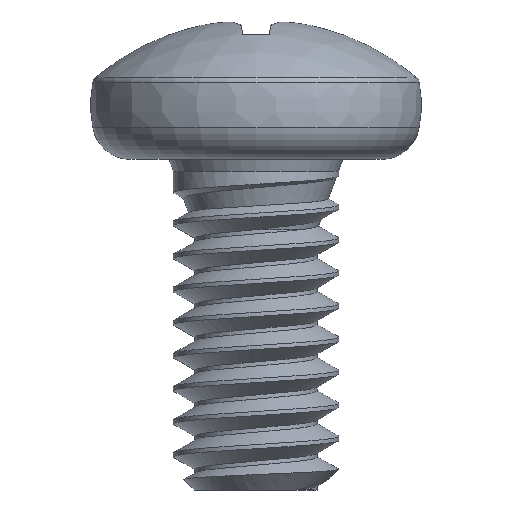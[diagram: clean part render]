
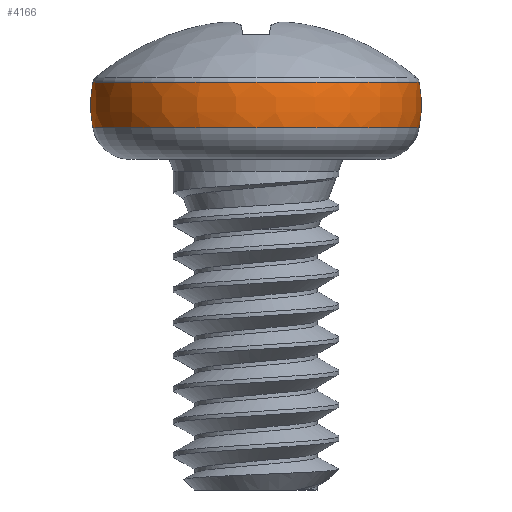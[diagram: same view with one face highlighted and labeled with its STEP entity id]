
A CAD part, left-side view. The second image highlights one B-rep face of the part: STEP entity #4166.
In plain terms, the highlighted toroidal (fillet/blend) face has major radius 0.42 mm and minor radius 1.58 mm.
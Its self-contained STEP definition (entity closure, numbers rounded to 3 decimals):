
#6 = AXIS2_PLACEMENT_3D ( 'NONE', #416, #1797, #2870 ) ;
#253 = VERTEX_POINT ( 'NONE', #4188 ) ;
#298 = VERTEX_POINT ( 'NONE', #3817 ) ;
#379 = ORIENTED_EDGE ( 'NONE', *, *, #3490, .F. ) ;
#416 = CARTESIAN_POINT ( 'NONE',  ( 0., 0.42, 1.811 ) ) ;
#523 = AXIS2_PLACEMENT_3D ( 'NONE', #1809, #1443, #1398 ) ;
#584 = ORIENTED_EDGE ( 'NONE', *, *, #1599, .F. ) ;
#670 = EDGE_LOOP ( 'NONE', ( #379, #735, #2476, #584 ) ) ;
#721 = DIRECTION ( 'NONE',  ( 0., 0., 1. ) ) ;
#735 = ORIENTED_EDGE ( 'NONE', *, *, #2364, .T. ) ;
#877 = CIRCLE ( 'NONE', #955, 1.976 ) ;
#955 = AXIS2_PLACEMENT_3D ( 'NONE', #3395, #2349, #968 ) ;
#968 = DIRECTION ( 'NONE',  ( 0., -1., 0. ) ) ;
#1398 = DIRECTION ( 'NONE',  ( 0., -1., 0. ) ) ;
#1405 = CARTESIAN_POINT ( 'NONE',  ( 0., 0., 2.085 ) ) ;
#1443 = DIRECTION ( 'NONE',  ( 0., 0., 1. ) ) ;
#1457 = AXIS2_PLACEMENT_3D ( 'NONE', #4286, #3914, #3864 ) ;
#1531 = CIRCLE ( 'NONE', #6, 1.58 ) ;
#1599 = EDGE_CURVE ( 'NONE', #2118, #298, #3772, .T. ) ;
#1797 = DIRECTION ( 'NONE',  ( 1., 0., 0. ) ) ;
#1809 = CARTESIAN_POINT ( 'NONE',  ( 0., 0., 1.811 ) ) ;
#1902 = TOROIDAL_SURFACE ( 'NONE', #523, 0.42, 1.58 ) ;
#2118 = VERTEX_POINT ( 'NONE', #2827 ) ;
#2349 = DIRECTION ( 'NONE',  ( 0., 0., 1. ) ) ;
#2364 = EDGE_CURVE ( 'NONE', #253, #3486, #877, .T. ) ;
#2476 = ORIENTED_EDGE ( 'NONE', *, *, #3966, .T. ) ;
#2521 = FACE_OUTER_BOUND ( 'NONE', #670, .T. ) ;
#2827 = CARTESIAN_POINT ( 'NONE',  ( 0., 1.976, 2.085 ) ) ;
#2870 = DIRECTION ( 'NONE',  ( 0., 1., 0. ) ) ;
#3395 = CARTESIAN_POINT ( 'NONE',  ( 0., 0., 1.536 ) ) ;
#3419 = CIRCLE ( 'NONE', #1457, 1.58 ) ;
#3486 = VERTEX_POINT ( 'NONE', #3865 ) ;
#3490 = EDGE_CURVE ( 'NONE', #253, #2118, #1531, .T. ) ;
#3554 = AXIS2_PLACEMENT_3D ( 'NONE', #1405, #721, #3773 ) ;
#3772 = CIRCLE ( 'NONE', #3554, 1.976 ) ;
#3773 = DIRECTION ( 'NONE',  ( 0., -1., 0. ) ) ;
#3817 = CARTESIAN_POINT ( 'NONE',  ( 0., -1.976, 2.085 ) ) ;
#3864 = DIRECTION ( 'NONE',  ( 0., 0., 1. ) ) ;
#3865 = CARTESIAN_POINT ( 'NONE',  ( 0., -1.976, 1.536 ) ) ;
#3914 = DIRECTION ( 'NONE',  ( -1., 0., 0. ) ) ;
#3966 = EDGE_CURVE ( 'NONE', #3486, #298, #3419, .T. ) ;
#4166 = ADVANCED_FACE ( 'NONE', ( #2521 ), #1902, .T. ) ;
#4188 = CARTESIAN_POINT ( 'NONE',  ( 0., 1.976, 1.536 ) ) ;
#4286 = CARTESIAN_POINT ( 'NONE',  ( 0., -0.42, 1.811 ) ) ;
